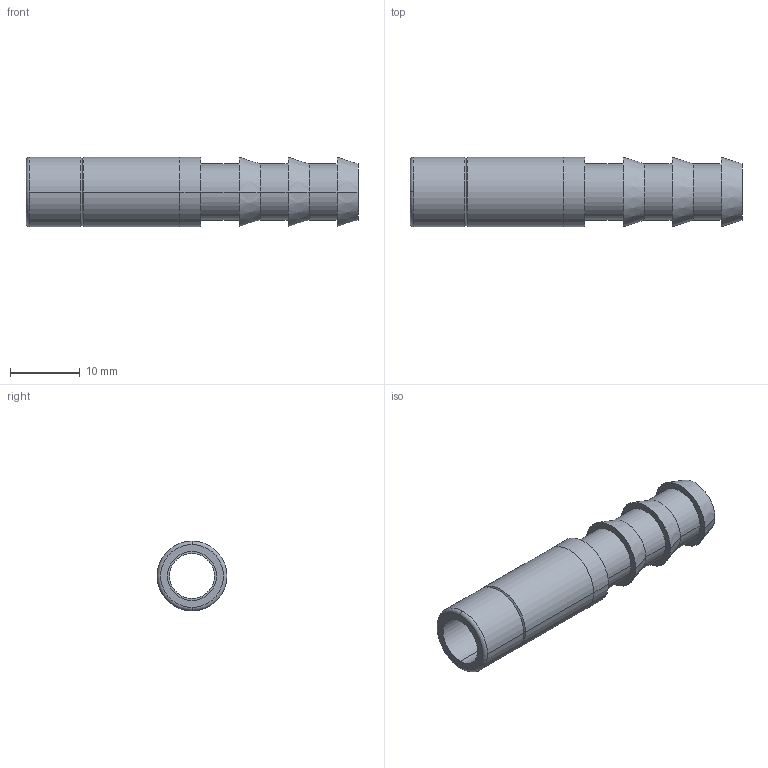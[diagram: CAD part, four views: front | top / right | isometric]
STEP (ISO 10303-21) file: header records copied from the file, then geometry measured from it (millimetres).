
FILE_DESCRIPTION(('STEP AP214'),'1');
FILE_NAME('3622_10_08.stp','2016-07-07T14:25:38',('TraceParts'),('TraceParts S.A.'),'Spatial InterOp 3D',' ',' ');
FILE_SCHEMA(('automotive_design'));
Length unit declared in the file: millimetre
Products named in the file (1): 1
Bounding box: 47.5 x 10 x 10 mm (x, y, z)
Volume: 1536 mm3; surface area: 2633.1 mm2
Topology: 1 solids, 1 shells, 39 faces, 81 edges, 51 vertices
Faces by surface type: cylinder 18, cone 10, plane 9, torus 2
Entity records: 1075 total; most frequent: DIRECTION 214, CARTESIAN_POINT 172, ORIENTED_EDGE 162, AXIS2_PLACEMENT_3D 93, EDGE_CURVE 81, CIRCLE 53, VERTEX_POINT 51, EDGE_LOOP 48
